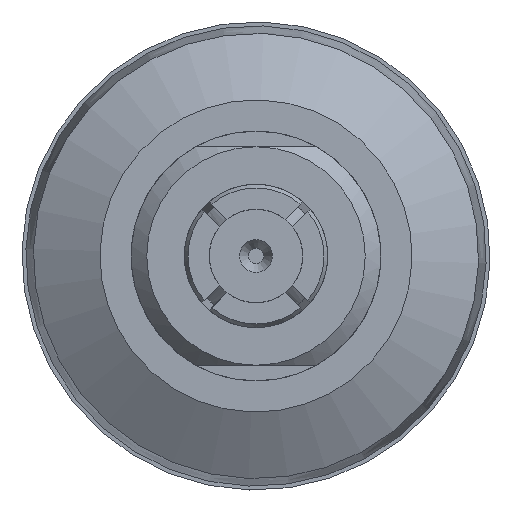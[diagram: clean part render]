
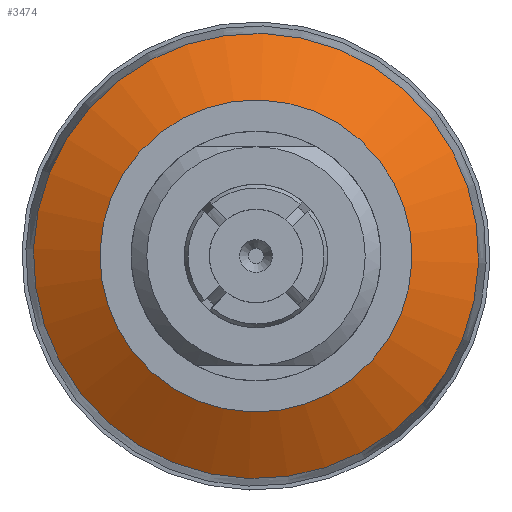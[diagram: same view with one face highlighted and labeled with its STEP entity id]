
A CAD part, left-side view. The second image highlights one B-rep face of the part: STEP entity #3474.
In plain terms, the highlighted conical face has half-angle 60 degrees and reference radius 12.133 mm.
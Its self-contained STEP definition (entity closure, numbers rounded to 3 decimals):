
#165=CONICAL_SURFACE('',#3887,12.133,1.047);
#583=LINE('',#6118,#762);
#762=VECTOR('',#4850,12.133);
#969=FACE_OUTER_BOUND('',#1177,.T.);
#1177=EDGE_LOOP('',(#3162,#3163,#3164,#3165));
#1391=CIRCLE('',#3888,14.266);
#1392=CIRCLE('',#3889,10.);
#1702=VERTEX_POINT('',#6115);
#1703=VERTEX_POINT('',#6117);
#2191=EDGE_CURVE('',#1702,#1702,#1391,.T.);
#2192=EDGE_CURVE('',#1702,#1703,#583,.T.);
#2193=EDGE_CURVE('',#1703,#1703,#1392,.T.);
#3162=ORIENTED_EDGE('',*,*,#2191,.F.);
#3163=ORIENTED_EDGE('',*,*,#2192,.T.);
#3164=ORIENTED_EDGE('',*,*,#2193,.T.);
#3165=ORIENTED_EDGE('',*,*,#2192,.F.);
#3474=ADVANCED_FACE('',(#969),#165,.T.);
#3887=AXIS2_PLACEMENT_3D('',#6114,#4846,#4847);
#3888=AXIS2_PLACEMENT_3D('',#6116,#4848,#4849);
#3889=AXIS2_PLACEMENT_3D('',#6119,#4851,#4852);
#4846=DIRECTION('center_axis',(1.,0.,0.));
#4847=DIRECTION('ref_axis',(0.,-0.527,0.85));
#4848=DIRECTION('center_axis',(1.,0.,0.));
#4849=DIRECTION('ref_axis',(0.,-0.527,0.85));
#4850=DIRECTION('',(-0.5,-0.457,0.736));
#4851=DIRECTION('center_axis',(1.,0.,0.));
#4852=DIRECTION('ref_axis',(0.,-0.527,0.85));
#6114=CARTESIAN_POINT('Origin',(-81.299,0.,
0.));
#6115=CARTESIAN_POINT('',(-80.067,7.524,-12.12));
#6116=CARTESIAN_POINT('Origin',(-80.067,0.,
0.));
#6117=CARTESIAN_POINT('',(-82.53,5.274,-8.496));
#6118=CARTESIAN_POINT('',(-81.299,6.399,-10.308));
#6119=CARTESIAN_POINT('Origin',(-82.53,0.,0.));
